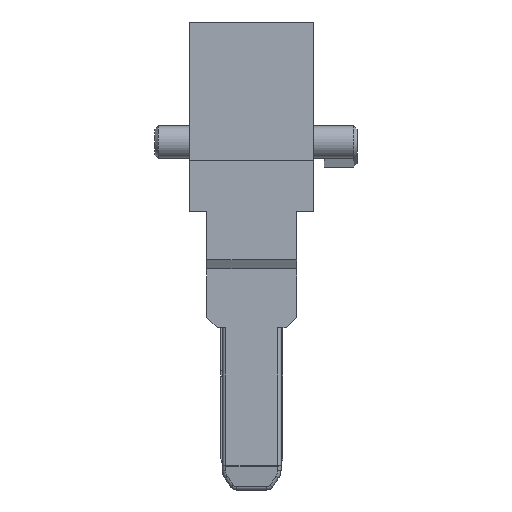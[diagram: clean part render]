
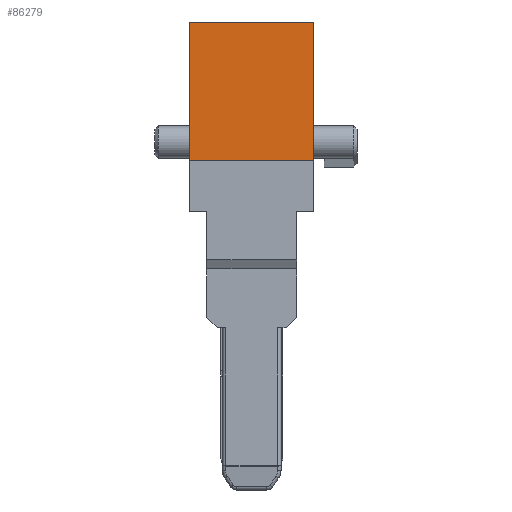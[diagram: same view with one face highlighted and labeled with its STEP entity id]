
A CAD part, left-side view. The second image highlights one B-rep face of the part: STEP entity #86279.
In plain terms, the highlighted planar face has unit normal (-1, 0, 0).
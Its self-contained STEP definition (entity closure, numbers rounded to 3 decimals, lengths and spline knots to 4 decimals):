
#754 = EDGE_CURVE ( 'NONE', #119372, #91859, #65666, .T. ) ;
#4079 = EDGE_LOOP ( 'NONE', ( #122265, #93985, #117258, #26861 ) ) ;
#6121 = EDGE_CURVE ( 'NONE', #124433, #119852, #48502, .T. ) ;
#14555 = CARTESIAN_POINT ( 'NONE',  ( -17.225, -1.8, -1. ) ) ;
#16524 = FACE_OUTER_BOUND ( 'NONE', #4079, .T. ) ;
#21654 = DIRECTION ( 'NONE',  ( 0., 1., 0. ) ) ;
#22368 = DIRECTION ( 'NONE',  ( 0., 0., 1. ) ) ;
#26861 = ORIENTED_EDGE ( 'NONE', *, *, #143013, .F. ) ;
#34087 = CARTESIAN_POINT ( 'NONE',  ( -17.225, -1.8, -1. ) ) ;
#37802 = VECTOR ( 'NONE', #21654, 1000. ) ;
#39544 = VECTOR ( 'NONE', #114805, 1000. ) ;
#40061 = LINE ( 'NONE', #14555, #136288 ) ;
#43662 = CARTESIAN_POINT ( 'NONE',  ( -17.225, 1.8, 3. ) ) ;
#44126 = AXIS2_PLACEMENT_3D ( 'NONE', #66772, #122967, #22368 ) ;
#48502 = LINE ( 'NONE', #97132, #118493 ) ;
#55073 = PLANE ( 'NONE',  #44126 ) ;
#65666 = LINE ( 'NONE', #109541, #37802 ) ;
#66772 = CARTESIAN_POINT ( 'NONE',  ( -17.225, -5.5808, -1. ) ) ;
#84966 = DIRECTION ( 'NONE',  ( 0., 1., 0. ) ) ;
#86279 = ADVANCED_FACE ( 'NONE', ( #16524 ), #55073, .T. ) ;
#91859 = VERTEX_POINT ( 'NONE', #132654 ) ;
#93985 = ORIENTED_EDGE ( 'NONE', *, *, #140537, .T. ) ;
#97132 = CARTESIAN_POINT ( 'NONE',  ( -17.225, -5.5808, 3. ) ) ;
#109202 = CARTESIAN_POINT ( 'NONE',  ( -17.225, -1.8, 3. ) ) ;
#109541 = CARTESIAN_POINT ( 'NONE',  ( -17.225, -5.5808, -1. ) ) ;
#113041 = LINE ( 'NONE', #115739, #39544 ) ;
#114805 = DIRECTION ( 'NONE',  ( 0., 0., 1. ) ) ;
#115739 = CARTESIAN_POINT ( 'NONE',  ( -17.225, 1.8, -1. ) ) ;
#116601 = DIRECTION ( 'NONE',  ( 0., 0., 1. ) ) ;
#117258 = ORIENTED_EDGE ( 'NONE', *, *, #6121, .T. ) ;
#118493 = VECTOR ( 'NONE', #84966, 1000. ) ;
#119372 = VERTEX_POINT ( 'NONE', #34087 ) ;
#119852 = VERTEX_POINT ( 'NONE', #43662 ) ;
#122265 = ORIENTED_EDGE ( 'NONE', *, *, #754, .F. ) ;
#122967 = DIRECTION ( 'NONE',  ( -1., 0., 0. ) ) ;
#124433 = VERTEX_POINT ( 'NONE', #109202 ) ;
#132654 = CARTESIAN_POINT ( 'NONE',  ( -17.225, 1.8, -1. ) ) ;
#136288 = VECTOR ( 'NONE', #116601, 1000. ) ;
#140537 = EDGE_CURVE ( 'NONE', #119372, #124433, #40061, .T. ) ;
#143013 = EDGE_CURVE ( 'NONE', #91859, #119852, #113041, .T. ) ;
